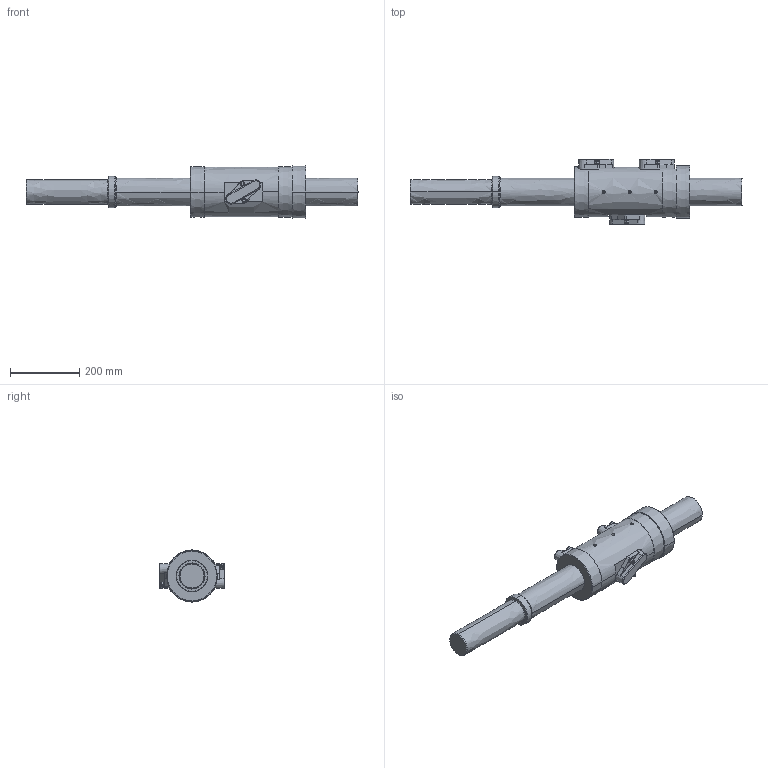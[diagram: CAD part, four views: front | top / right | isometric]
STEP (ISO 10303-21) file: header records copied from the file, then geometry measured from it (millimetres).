
FILE_DESCRIPTION((''),'2;1');
FILE_NAME('00_HSP8025FD_ASM','2022-07-11T19:23:37',('10019049'),(''),'CREO PARAMETRIC BY PTC INC, 2019080','CREO PARAMETRIC BY PTC INC, 2019080','');
FILE_SCHEMA(('CONFIG_CONTROL_DESIGN'));
Length unit declared in the file: millimetre
Products named in the file (6): NUT_HSP8025FD; ST_HSP8025FD; LOCKER_HSP8025FD; __8_0001; _M820_0001; 00_HSP8025FD_ASM
Assembly tree (17 placements, depth 2):
  00_HSP8025FD_ASM
    NUT_HSP8025FD
    ST_HSP8025FD
    LOCKER_HSP8025FD  x3
    __8_0001  x6
    _M820_0001  x6
Bounding box: 957 x 190 x 150 mm (x, y, z)
Surface area: 573202 mm2 (no closed solid volume)
Topology: 0 solids, 0 shells, 482 faces, 2182 edges, 2134 vertices
Faces by surface type: bspline 442, torus 40
Entity records: 22889 total; most frequent: CARTESIAN_POINT 13394, DIRECTION 1580, TRIMMED_CURVE 1290, VECTOR 1070, LINE 1070, DEFINITIONAL_REPRESENTATION 982, PCURVE 982, COMPOSITE_CURVE_SEGMENT 982
